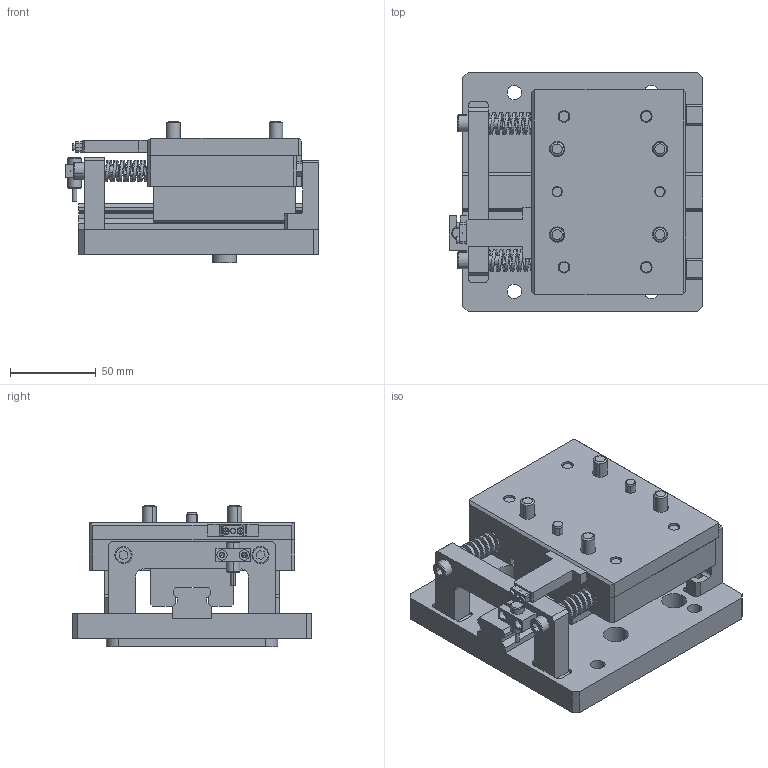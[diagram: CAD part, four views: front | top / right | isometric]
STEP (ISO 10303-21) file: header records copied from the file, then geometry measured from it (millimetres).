
FILE_DESCRIPTION (( 'STEP AP203' ), '1' );
FILE_NAME ('HT-HE50.STEP', '2026-03-23T09:30:12', ( 'USER-' ), ( 'Microsoft' ), 'SwSTEP 2.0', 'SolidWorks 2018', '' );
FILE_SCHEMA (( 'CONFIG_CONTROL_DESIGN' ));
Length unit declared in the file: millimetre
Products named in the file (26): HT-HE50杅耀.sldasm-Part-9; 埴翐芛_GB_FASTENER_SCREWS_HSHCS M2X8-N; HT-HE50杅耀.sldasm-Part-12; HT-HE50; 内六角圆柱头螺钉[GBT70_1-2008][M8×16]_M8×16; HT-HE50杅耀.sldasm-Part-20; HT-HE50杅耀.sldasm-Part-10; HT-HE50杅耀.sldasm-Part-1; HT-HE50杅耀.sldasm-Part-7; 揤輸蚾饜极; 内六角圆柱头螺钉[GBT70_1-2008][M8×20]_M8×20; HT-HE50杅耀.sldasm-Part-5; HT-HE50杅耀.sldasm-Part-18; HT-HE50杅耀.sldasm-Part-14; 圆柱销_A型[GBT119-2000][6×22]_6×22; HT-HE50杅耀.sldasm-Part-11; HT-HE50杅耀.sldasm-Part-3; 揤輸杅耀.sldasm-Part-9; HT-HE50杅耀.sldasm-Part-2; HT-HE50杅耀.sldasm-Part-4; 8-18換覜ん; HT-HE50杅耀.sldasm-Part-8; HT-HE50杅耀.sldasm-Part-15; HT-HE50杅耀.sldasm-Part-6; 25x12-R3; HT-HE50杅耀.sldasm-Part-16
Assembly tree (33 placements, depth 3):
  HT-HE50
    HT-HE50杅耀.sldasm-Part-1
    HT-HE50杅耀.sldasm-Part-2
    HT-HE50杅耀.sldasm-Part-3
    HT-HE50杅耀.sldasm-Part-4
    HT-HE50杅耀.sldasm-Part-5
    HT-HE50杅耀.sldasm-Part-6
    HT-HE50杅耀.sldasm-Part-7
    HT-HE50杅耀.sldasm-Part-8
    HT-HE50杅耀.sldasm-Part-9
    HT-HE50杅耀.sldasm-Part-10
    HT-HE50杅耀.sldasm-Part-11
    HT-HE50杅耀.sldasm-Part-12
    HT-HE50杅耀.sldasm-Part-14
    HT-HE50杅耀.sldasm-Part-15
    HT-HE50杅耀.sldasm-Part-16
    HT-HE50杅耀.sldasm-Part-18
    HT-HE50杅耀.sldasm-Part-20
    8-18換覜ん
    揤輸蚾饜极
      揤輸杅耀.sldasm-Part-9
      埴翐芛_GB_FASTENER_SCREWS_HSHCS M2X8-N  x2
    25x12-R3
    内六角圆柱头螺钉[GBT70_1-2008][M8×16]_M8×16  x4
    内六角圆柱头螺钉[GBT70_1-2008][M8×20]_M8×20  x4
    圆柱销_A型[GBT119-2000][6×22]_6×22  x2
Bounding box: 148 x 140 x 82.5 mm (x, y, z)
Volume: 733255.9 mm3; surface area: 184367.6 mm2
Topology: 32 solids, 38 shells, 1144 faces, 2903 edges, 1884 vertices
Faces by surface type: plane 610, cylinder 263, bspline 163, cone 68, torus 40
Entity records: 43537 total; most frequent: CARTESIAN_POINT 16805, ORIENTED_EDGE 5102, DIRECTION 4497, EDGE_CURVE 2551, LINE 1699, VECTOR 1699, VERTEX_POINT 1687, AXIS2_PLACEMENT_3D 1399
